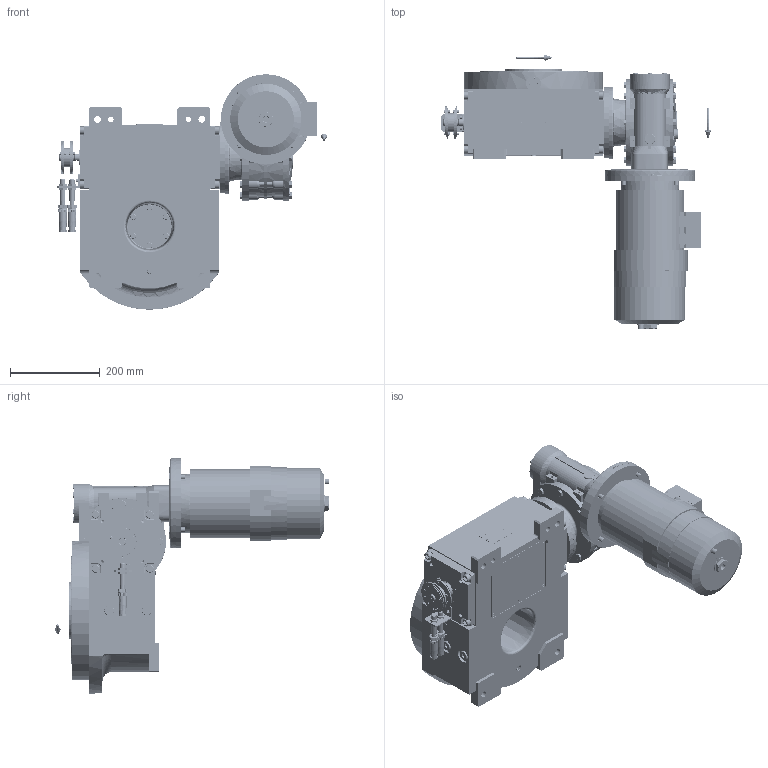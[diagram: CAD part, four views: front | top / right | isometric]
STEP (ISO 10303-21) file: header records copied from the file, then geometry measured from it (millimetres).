
FILE_DESCRIPTION (( 'STEP AP203' ), '1' );
FILE_NAME ('PC5201568.step', '2025-10-13T06:59:32', ( '' ), ( '' ), 'SwSTEP 2.0', 'SolidWorks 2020', '' );
FILE_SCHEMA (( 'CONFIG_CONTROL_DESIGN' ));
Length unit declared in the file: millimetre
Products named in the file (94): cfn2000_01_126; cfn2000_01_081; rig09_016; cfn2151_01_170; cfn2003_01_054; cfn2223_02_003; 900_38_10_028; cfn2000_01_185; cfn2010_02_002; rig09_004; cfn2128_04_002; cfn2055_01_002; rig09_003_9_s_001; AS_rig09_016; cfn2104_01_018; cfn2155_01_195; cfn2151_01_115; freccia_angolare; cfn2000_01_099; rig09_005; cfn2276_01_056; BA80B5; cfn2000_01_184; AS_900_00_00_005; rig09_002_bl_008; cfn2151_01_167; AS_rig09_002_bl_008; cfn2203_02_002; RMI85_F3_SX_80B5; cfn2000_01_161; AS_900_38_10_028; olio_agip_blasia_150; AS_cfn2400_04_024; cfn2073_01_018; cfn2070_05_009; AS_rig09_071_9_m_s_001; cfn2476_01_002_60x46; cfn2115_02_057; cfn2107_01_001; rig09_007_master ...
Assembly tree (86 placements, depth 3):
  cfn2151_01_170
  cfn2223_02_003
  cfn2151_01_115
  cfn2276_01_056
  cfn2151_01_167
Bounding box: 599.5 x 610.38 x 523 mm (x, y, z)
Volume: 15750256.4 mm3; surface area: 1925944 mm2
Topology: 76 solids, 76 shells, 5868 faces, 14908 edges, 9514 vertices
Faces by surface type: plane 2747, cylinder 1931, cone 910, torus 241, bspline 35, sphere 4
Entity records: 174103 total; most frequent: CARTESIAN_POINT 50228, ORIENTED_EDGE 23868, DIRECTION 23614, EDGE_CURVE 11934, AXIS2_PLACEMENT_3D 8659, VERTEX_POINT 7688, VECTOR 6296, LINE 6296
